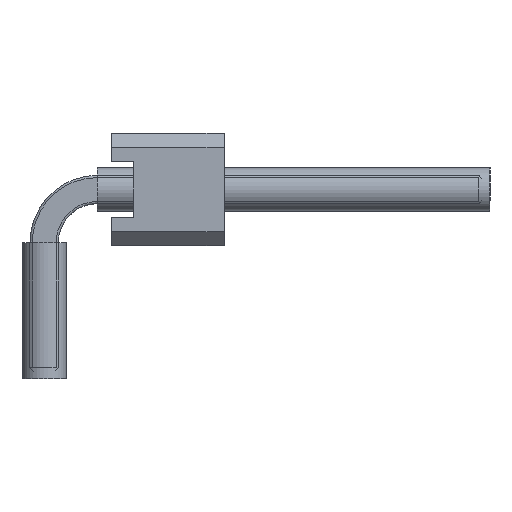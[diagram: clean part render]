
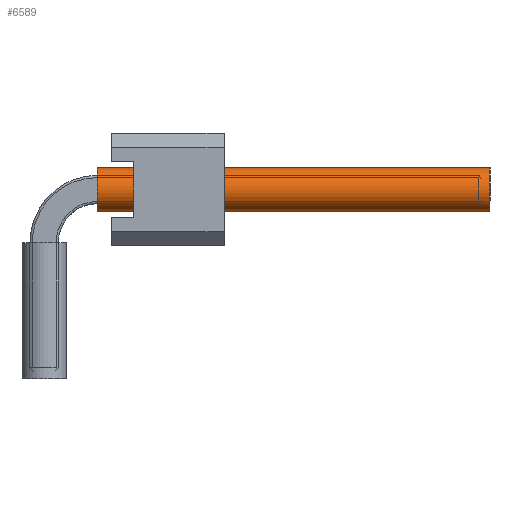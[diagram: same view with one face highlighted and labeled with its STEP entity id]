
A CAD part, left-side view. The second image highlights one B-rep face of the part: STEP entity #6589.
In plain terms, the highlighted cylindrical face has radius 0.5 mm (diameter 1 mm), a full revolution.
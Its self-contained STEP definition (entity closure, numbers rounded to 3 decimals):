
#3710=ORIENTED_EDGE('',*,*,#4648,.F.);
#3711=ORIENTED_EDGE('',*,*,#4649,.T.);
#4648=EDGE_CURVE('',#5272,#5272,#5452,.T.);
#4649=EDGE_CURVE('',#5273,#5273,#5453,.T.);
#5272=VERTEX_POINT('',#10868);
#5273=VERTEX_POINT('',#10870);
#5452=CIRCLE('',#7147,0.5);
#5453=CIRCLE('',#7148,0.5);
#5814=EDGE_LOOP('',(#3710));
#5815=EDGE_LOOP('',(#3711));
#6176=FACE_BOUND('',#5814,.T.);
#6177=FACE_BOUND('',#5815,.T.);
#6269=CYLINDRICAL_SURFACE('',#7146,0.5);
#6589=ADVANCED_FACE('',(#6176,#6177),#6269,.F.);
#7146=AXIS2_PLACEMENT_3D('',#10866,#8941,#8942);
#7147=AXIS2_PLACEMENT_3D('',#10867,#8943,#8944);
#7148=AXIS2_PLACEMENT_3D('',#10869,#8945,#8946);
#8941=DIRECTION('',(1.,0.,0.));
#8942=DIRECTION('',(0.,0.,-1.));
#8943=DIRECTION('',(-1.,0.,0.));
#8944=DIRECTION('',(0.,0.,1.));
#8945=DIRECTION('',(-1.,0.,0.));
#8946=DIRECTION('',(0.,0.,1.));
#10866=CARTESIAN_POINT('',(1.2,0.,4.27));
#10867=CARTESIAN_POINT('',(10.06,0.,4.27));
#10868=CARTESIAN_POINT('',(10.06,0.,4.77));
#10869=CARTESIAN_POINT('',(1.2,0.,4.27));
#10870=CARTESIAN_POINT('',(1.2,0.,4.77));
